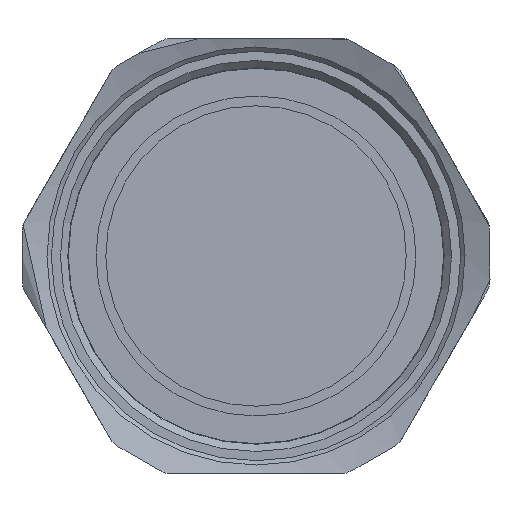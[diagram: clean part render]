
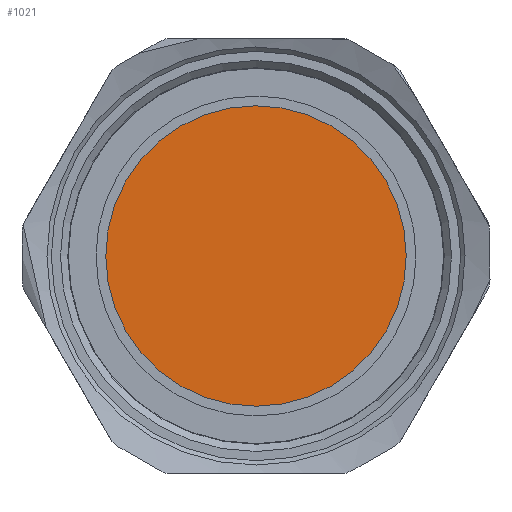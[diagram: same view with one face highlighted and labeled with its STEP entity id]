
A CAD part, left-side view. The second image highlights one B-rep face of the part: STEP entity #1021.
In plain terms, the highlighted planar face has unit normal (-1, 0, 0).
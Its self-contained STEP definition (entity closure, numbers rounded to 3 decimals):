
#209=FACE_OUTER_BOUND('',#272,.T.);
#272=EDGE_LOOP('',(#666));
#340=CIRCLE('',#1106,17.25);
#398=VERTEX_POINT('',#1525);
#504=EDGE_CURVE('',#398,#398,#340,.T.);
#666=ORIENTED_EDGE('',*,*,#504,.T.);
#990=PLANE('',#1105);
#1021=ADVANCED_FACE('',(#209),#990,.T.);
#1105=AXIS2_PLACEMENT_3D('',#1524,#1230,#1231);
#1106=AXIS2_PLACEMENT_3D('',#1526,#1232,#1233);
#1230=DIRECTION('center_axis',(-1.,0.,0.));
#1231=DIRECTION('ref_axis',(0.,0.,1.));
#1232=DIRECTION('center_axis',(-1.,0.,0.));
#1233=DIRECTION('ref_axis',(0.,-0.866,-0.5));
#1524=CARTESIAN_POINT('Origin',(18.76,-8.235,-0.616));
#1525=CARTESIAN_POINT('',(18.76,0.382,-15.56));
#1526=CARTESIAN_POINT('Origin',(18.76,-8.235,-0.616));
